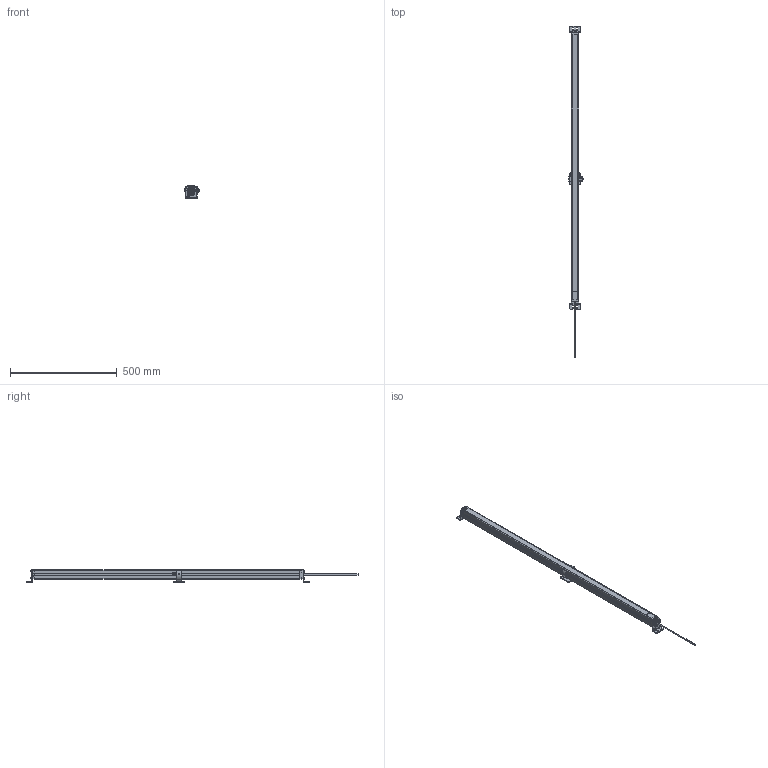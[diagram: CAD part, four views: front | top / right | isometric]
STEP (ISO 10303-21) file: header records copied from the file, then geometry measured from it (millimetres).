
FILE_DESCRIPTION((''),'2;1');
FILE_NAME('139556_SM01_ASM','2024-05-09T13:15:42',('banengservice'),('BANNER ENGINEERING'),'CREO PARAMETRIC BY PTC INC, 2022414','CREO PARAMETRIC BY PTC INC, 2022414','');
FILE_SCHEMA(('CONFIG_CONTROL_DESIGN'));
Length unit declared in the file: millimetre
Products named in the file (8): 139556_EP01; 114483; 114482; 58892; 60139; 71756_ASM; 111087; 139556_SM01_ASM
Assembly tree (15 placements, depth 3):
  139556_SM01_ASM
    139556_EP01
    71756_ASM
      114483
      114482
      58892  x3
      60139  x2
    111087  x2
    58892  x4
Bounding box: 68.64 x 1556.2 x 63 mm (x, y, z)
Volume: 1923616.8 mm3; surface area: 293657.6 mm2
Topology: 15 solids, 22 shells, 1623 faces, 4302 edges, 2774 vertices
Faces by surface type: plane 912, cylinder 568, bspline 74, torus 24, cone 23, sphere 22
Entity records: 33039 total; most frequent: CARTESIAN_POINT 9255, ORIENTED_EDGE 4930, DIRECTION 4827, EDGE_CURVE 2473, VECTOR 1681, LINE 1681, VERTEX_POINT 1580, AXIS2_PLACEMENT_3D 1573
